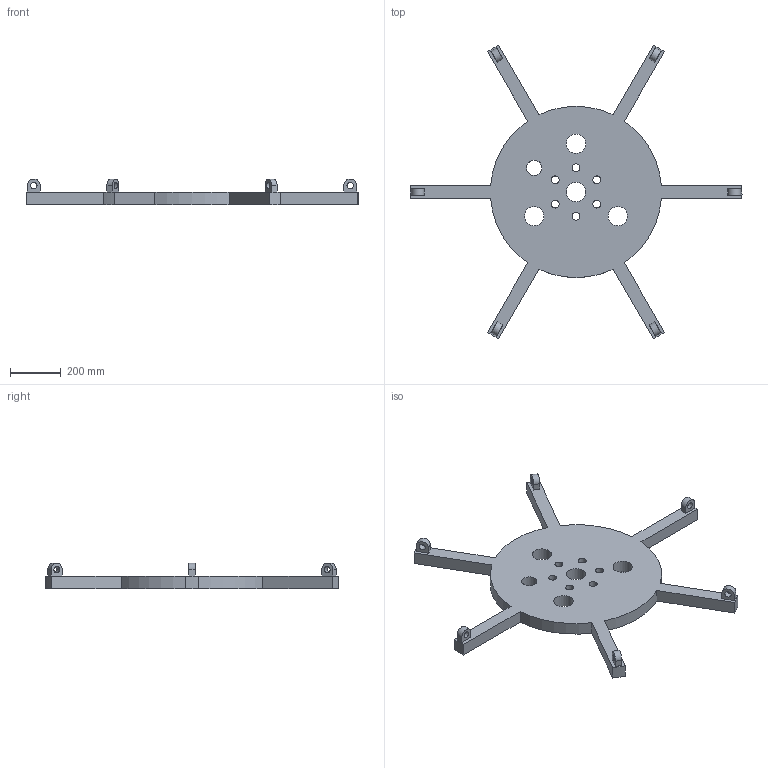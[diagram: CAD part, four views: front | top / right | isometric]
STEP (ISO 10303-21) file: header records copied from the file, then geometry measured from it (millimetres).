
FILE_DESCRIPTION(/* description */ ('STEP AP214'),/* implementation_level */ '2;1');
FILE_NAME(/* name */ '614307367cc70d0763a81abb',/* time_stamp */ '2021-09-16T08:58:31+00:00',/* author */ (''),/* organization */ (''),/* preprocessor_version */ 'ST-DEVELOPER v18.1',/* originating_system */ ' ',/* authorisation */ ' ');
FILE_SCHEMA (('AUTOMOTIVE_DESIGN {1 0 10303 214 3 1 1}'));
Length unit declared in the file: metre
Products named in the file (1): pressure_assembly_3
Bounding box: 1309.58 x 1158.77 x 101.6 mm (x, y, z)
Volume: 22090696.5 mm3; surface area: 1294482.4 mm2
Topology: 1 solids, 1 shells, 73 faces, 201 edges, 136 vertices
Faces by surface type: plane 38, cylinder 35
Full cylindrical faces by diameter (mm): 25.4 x6, 31.369 x6, 60.325 x1, 76.2 x4
Entity records: 2312 total; most frequent: DIRECTION 396, CARTESIAN_POINT 382, ORIENTED_EDGE 356, EDGE_CURVE 178, AXIS2_PLACEMENT_3D 144, VERTEX_POINT 130, EDGE_LOOP 130, FACE_BOUND 130
